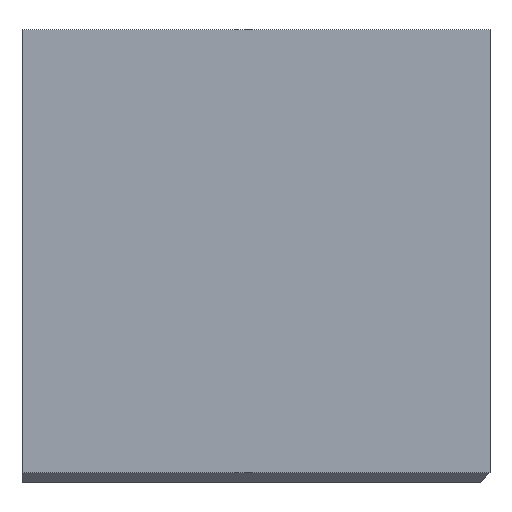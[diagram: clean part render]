
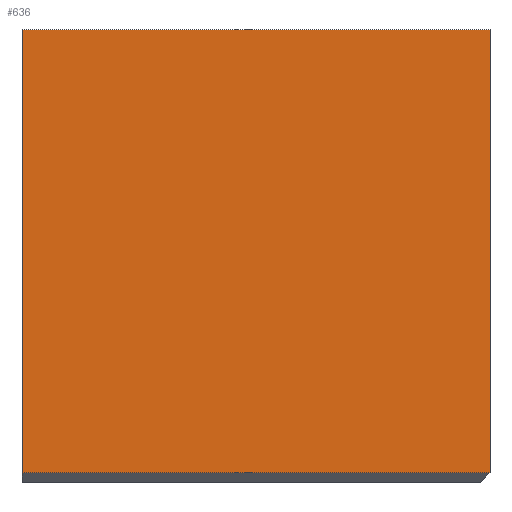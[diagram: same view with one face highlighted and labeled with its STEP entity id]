
A CAD part, front view. The second image highlights one B-rep face of the part: STEP entity #636.
In plain terms, the highlighted planar face has unit normal (0, -1, 0).
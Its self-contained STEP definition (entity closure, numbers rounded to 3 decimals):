
#41=PLANE('',#698);
#74=FACE_OUTER_BOUND('',#107,.T.);
#107=EDGE_LOOP('',(#584,#585,#586,#587));
#132=LINE('',#937,#207);
#171=LINE('',#1028,#246);
#181=LINE('',#1051,#256);
#182=LINE('',#1052,#257);
#207=VECTOR('',#752,10.);
#246=VECTOR('',#837,10.);
#256=VECTOR('',#865,10.);
#257=VECTOR('',#866,10.);
#297=VERTEX_POINT('',#934);
#298=VERTEX_POINT('',#936);
#327=VERTEX_POINT('',#1027);
#331=VERTEX_POINT('',#1050);
#360=EDGE_CURVE('',#297,#298,#132,.T.);
#406=EDGE_CURVE('',#327,#297,#171,.T.);
#417=EDGE_CURVE('',#331,#327,#181,.T.);
#418=EDGE_CURVE('',#298,#331,#182,.T.);
#584=ORIENTED_EDGE('',*,*,#406,.F.);
#585=ORIENTED_EDGE('',*,*,#417,.F.);
#586=ORIENTED_EDGE('',*,*,#418,.F.);
#587=ORIENTED_EDGE('',*,*,#360,.F.);
#636=ADVANCED_FACE('',(#74),#41,.T.);
#698=AXIS2_PLACEMENT_3D('',#1049,#863,#864);
#752=DIRECTION('',(0.,0.,1.));
#837=DIRECTION('',(-1.,0.,0.));
#863=DIRECTION('center_axis',(0.,-1.,0.));
#864=DIRECTION('ref_axis',(0.,0.,-1.));
#865=DIRECTION('',(0.,0.,-1.));
#866=DIRECTION('',(1.,0.,0.));
#934=CARTESIAN_POINT('',(-12.,-10.,0.5));
#936=CARTESIAN_POINT('',(-12.,-10.,23.226));
#937=CARTESIAN_POINT('',(-12.,-10.,23.226));
#1027=CARTESIAN_POINT('',(12.,-10.,0.5));
#1028=CARTESIAN_POINT('',(0.,-10.,0.5));
#1049=CARTESIAN_POINT('Origin',(0.,-10.,23.226));
#1050=CARTESIAN_POINT('',(12.,-10.,23.226));
#1051=CARTESIAN_POINT('',(12.,-10.,23.226));
#1052=CARTESIAN_POINT('',(0.,-10.,23.226));
